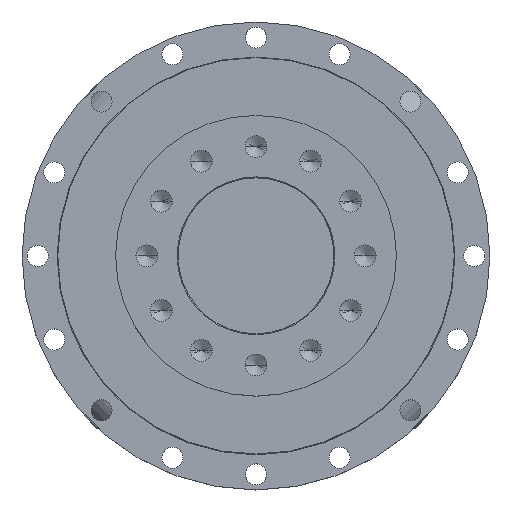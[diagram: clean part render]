
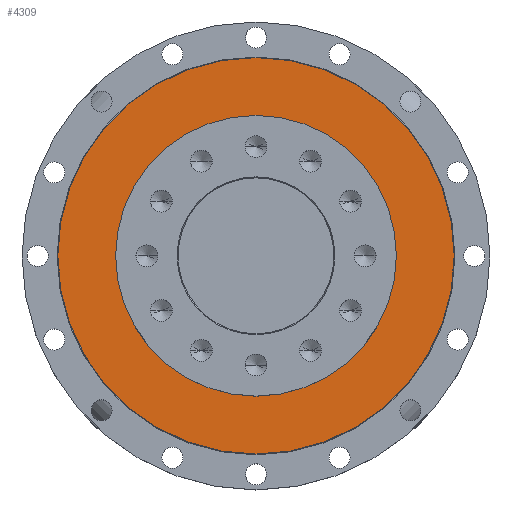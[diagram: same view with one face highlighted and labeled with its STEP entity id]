
A CAD part, top view. The second image highlights one B-rep face of the part: STEP entity #4309.
In plain terms, the highlighted planar face has unit normal (0, 0, 1).
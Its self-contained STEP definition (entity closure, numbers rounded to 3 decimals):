
#556 = DIRECTION ( 'NONE',  ( 1., 0., 0. ) ) ;
#586 = DIRECTION ( 'NONE',  ( 0., 0., 1. ) ) ;
#919 = AXIS2_PLACEMENT_3D ( 'NONE', #1277, #10063, #4809 ) ;
#1277 = CARTESIAN_POINT ( 'NONE',  ( 0., 127.1, -12. ) ) ;
#1376 = CARTESIAN_POINT ( 'NONE',  ( 127.1, 0., -12. ) ) ;
#1507 = FACE_OUTER_BOUND ( 'NONE', #2758, .T. ) ;
#1660 = CARTESIAN_POINT ( 'NONE',  ( 0., 0., -12. ) ) ;
#1661 = CARTESIAN_POINT ( 'NONE',  ( 90., 0., -12. ) ) ;
#2420 = CARTESIAN_POINT ( 'NONE',  ( -127.1, 0., -12. ) ) ;
#2548 = DIRECTION ( 'NONE',  ( 1., 0., 0. ) ) ;
#2758 = EDGE_LOOP ( 'NONE', ( #9389, #3106 ) ) ;
#3106 = ORIENTED_EDGE ( 'NONE', *, *, #9891, .T. ) ;
#3280 = EDGE_CURVE ( 'NONE', #9664, #5526, #3950, .T. ) ;
#3566 = ORIENTED_EDGE ( 'NONE', *, *, #10062, .F. ) ;
#3774 = VERTEX_POINT ( 'NONE', #2420 ) ;
#3917 = PLANE ( 'NONE',  #919 ) ;
#3950 = CIRCLE ( 'NONE', #5530, 90. ) ;
#4309 = ADVANCED_FACE ( 'NONE', ( #6132, #1507 ), #3917, .F. ) ;
#4677 = DIRECTION ( 'NONE',  ( 0., 0., 1. ) ) ;
#4809 = DIRECTION ( 'NONE',  ( -1., 0., 0. ) ) ;
#5500 = CARTESIAN_POINT ( 'NONE',  ( -90., 0., -12. ) ) ;
#5526 = VERTEX_POINT ( 'NONE', #5500 ) ;
#5530 = AXIS2_PLACEMENT_3D ( 'NONE', #1660, #7797, #2548 ) ;
#5709 = EDGE_CURVE ( 'NONE', #8028, #3774, #6231, .T. ) ;
#5781 = DIRECTION ( 'NONE',  ( 0., 0., 1. ) ) ;
#5818 = CARTESIAN_POINT ( 'NONE',  ( 0., 0., -12. ) ) ;
#6132 = FACE_BOUND ( 'NONE', #8430, .T. ) ;
#6206 = CIRCLE ( 'NONE', #7489, 127.1 ) ;
#6231 = CIRCLE ( 'NONE', #9110, 127.1 ) ;
#6691 = DIRECTION ( 'NONE',  ( 1., 0., 0. ) ) ;
#7489 = AXIS2_PLACEMENT_3D ( 'NONE', #9937, #4677, #10853 ) ;
#7797 = DIRECTION ( 'NONE',  ( 0., 0., 1. ) ) ;
#8028 = VERTEX_POINT ( 'NONE', #1376 ) ;
#8358 = ORIENTED_EDGE ( 'NONE', *, *, #3280, .F. ) ;
#8430 = EDGE_LOOP ( 'NONE', ( #8358, #3566 ) ) ;
#8921 = CIRCLE ( 'NONE', #9009, 90. ) ;
#9009 = AXIS2_PLACEMENT_3D ( 'NONE', #11109, #5781, #556 ) ;
#9110 = AXIS2_PLACEMENT_3D ( 'NONE', #5818, #586, #6691 ) ;
#9389 = ORIENTED_EDGE ( 'NONE', *, *, #5709, .T. ) ;
#9664 = VERTEX_POINT ( 'NONE', #1661 ) ;
#9891 = EDGE_CURVE ( 'NONE', #3774, #8028, #6206, .T. ) ;
#9937 = CARTESIAN_POINT ( 'NONE',  ( 0., 0., -12. ) ) ;
#10062 = EDGE_CURVE ( 'NONE', #5526, #9664, #8921, .T. ) ;
#10063 = DIRECTION ( 'NONE',  ( 0., 0., -1. ) ) ;
#10853 = DIRECTION ( 'NONE',  ( 1., 0., 0. ) ) ;
#11109 = CARTESIAN_POINT ( 'NONE',  ( 0., 0., -12. ) ) ;
